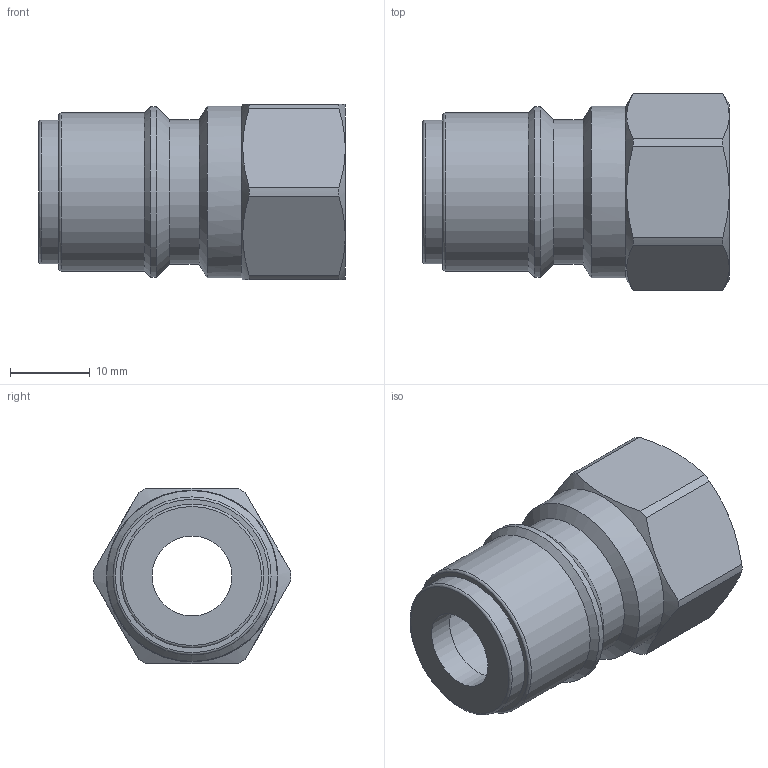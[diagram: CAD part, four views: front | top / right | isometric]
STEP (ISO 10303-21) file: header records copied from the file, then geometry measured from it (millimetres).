
FILE_DESCRIPTION(/* description */ ('Unknown'),/* implementation_level */ '2;1');
FILE_NAME(/* name */ '557209',/* time_stamp */ '2018-11-13T08:46:31+01:00',/* author */ ('Unknown'),/* organization */ ('Unknown'),/* preprocessor_version */ 'ST-DEVELOPER v16.7',/* originating_system */ 'DEX',/* authorisation */ $);
FILE_SCHEMA (('AUTOMOTIVE_DESIGN {1 0 10303 214 3 1 1}'));
Length unit declared in the file: millimetre
Products named in the file (1): 50000557209_4_Stecker_ST-45_G3-8IG
Bounding box: 38.4 x 24.8 x 22 mm (x, y, z)
Volume: 6884.6 mm3; surface area: 4909.4 mm2
Topology: 1 solids, 1 shells, 38 faces, 88 edges, 53 vertices
Faces by surface type: cylinder 14, cone 13, plane 9, torus 2
Full cylindrical faces by diameter (mm): 10 x1, 14 x1, 15.81 x1, 18 x1, 18.1 x1, 19.8 x1, 21.4 x1, 21.5 x1
Entity records: 1274 total; most frequent: CARTESIAN_POINT 219, DIRECTION 164, ORIENTED_EDGE 134, AXIS2_PLACEMENT_3D 76, EDGE_CURVE 67, EDGE_LOOP 58, FACE_BOUND 58, VERTEX_POINT 49
